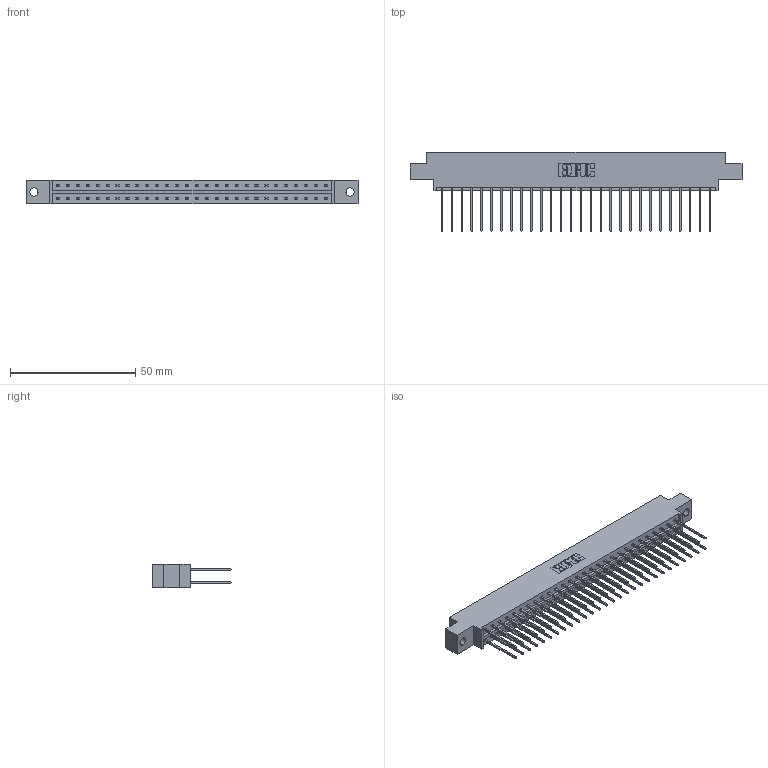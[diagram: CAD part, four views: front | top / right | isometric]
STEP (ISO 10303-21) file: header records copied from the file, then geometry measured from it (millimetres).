
FILE_DESCRIPTION (( 'STEP AP203' ), '1' );
FILE_NAME ('333-056-542-802.STEP', '2018-08-04T05:00:15', ( '' ), ( '' ), 'SwSTEP 2.0', 'SolidWorks 2016', '' );
FILE_SCHEMA (( 'CONFIG_CONTROL_DESIGN' ));
Length unit declared in the file: inch
Products named in the file (3): 333 Part_Offset - .128 Dia; 345-292-001_345-293-142; 333-056-542-802
Assembly tree (57 placements, depth 2):
  333-056-542-802
    333 Part_Offset - .128 Dia
    345-292-001_345-293-142  x56
Bounding box: 132.49 x 31.63 x 9.4 mm (x, y, z)
Volume: 13391.8 mm3; surface area: 16921.1 mm2
Topology: 57 solids, 57 shells, 3030 faces, 9003 edges, 5926 vertices
Faces by surface type: plane 2090, cylinder 940
Entity records: 19977 total; most frequent: CARTESIAN_POINT 3330, ORIENTED_EDGE 3266, DIRECTION 2869, EDGE_CURVE 1633, VECTOR 1505, LINE 1505, VERTEX_POINT 1086, AXIS2_PLACEMENT_3D 682
